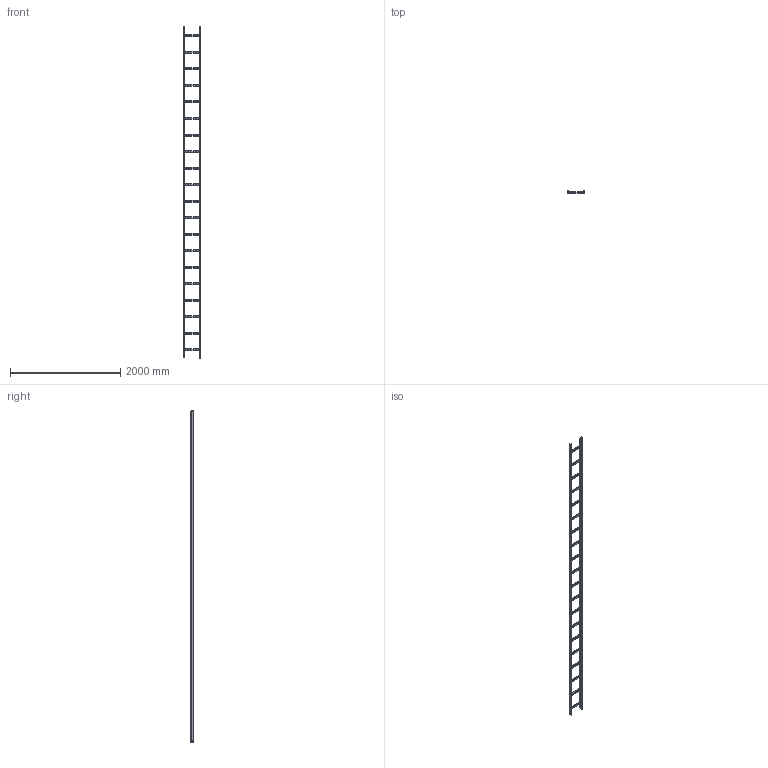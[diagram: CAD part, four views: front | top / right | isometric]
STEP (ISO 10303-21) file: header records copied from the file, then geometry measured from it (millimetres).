
FILE_DESCRIPTION (( 'STEP AP203' ), '1' );
FILE_NAME ('Ëîòîê ëåñòíè÷íûé l6000 s1.2_50õ300.step', '2022-01-25T12:11:18', ( '' ), ( '' ), 'SwSTEP 2.0', 'SolidWorks 2017', '' );
FILE_SCHEMA (( 'CONFIG_CONTROL_DESIGN' ));
Length unit declared in the file: millimetre
Products named in the file (4): ��������� ���������������� ����� ����������� 1,5_h50 l6000 ��; Ëîòîê ëåñòíè÷íûé l6000 s1.2_50õ300; Ñ-ïëàíêà ïîïåðå÷íàÿ íîâàÿ_300; �������� ����� ����������� 1,5_h50 l6000 ��
Assembly tree (22 placements, depth 2):
  Ëîòîê ëåñòíè÷íûé l6000 s1.2_50õ300
    �������� ����� ����������� 1,5_h50 l6000 ��
    Ñ-ïëàíêà ïîïåðå÷íàÿ íîâàÿ_300  x20
    ��������� ���������������� ����� ����������� 1,5_h50 l6000 ��
Bounding box: 302.4 x 56.2 x 6030 mm (x, y, z)
Volume: 2654242.4 mm3; surface area: 3610396.2 mm2
Topology: 22 solids, 22 shells, 1552 faces, 3838 edges, 2330 vertices
Faces by surface type: plane 968, cylinder 584
Entity records: 13302 total; most frequent: DIRECTION 2216, CARTESIAN_POINT 2101, ORIENTED_EDGE 2052, EDGE_CURVE 1026, AXIS2_PLACEMENT_3D 797, VERTEX_POINT 658, VECTOR 622, LINE 622
